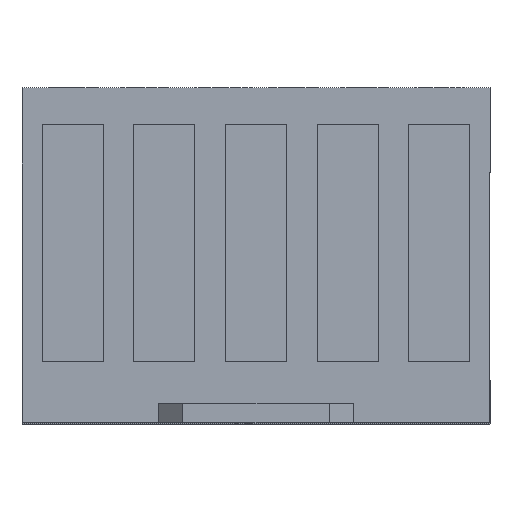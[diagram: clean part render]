
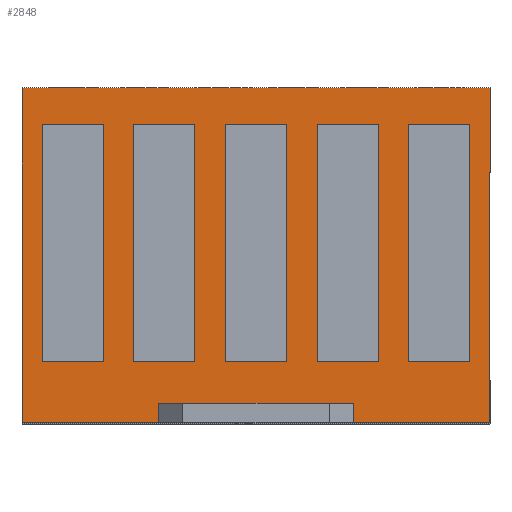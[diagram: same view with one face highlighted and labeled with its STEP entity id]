
A CAD part, top view. The second image highlights one B-rep face of the part: STEP entity #2848.
In plain terms, the highlighted planar face has unit normal (0, 0, 1).
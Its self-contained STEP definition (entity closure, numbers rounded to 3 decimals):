
#515=CARTESIAN_POINT('',(-9.5,-26.835,54.0));
#516=VERTEX_POINT('',#515);
#523=CARTESIAN_POINT('',(-25.5,-26.835,54.0));
#524=VERTEX_POINT('',#523);
#525=CARTESIAN_POINT('',(-25.5,-26.835,54.0));
#526=DIRECTION('',(1.0,0.0,0.0));
#527=VECTOR('',#526,16.);
#528=LINE('',#525,#527);
#529=EDGE_CURVE('',#524,#516,#528,.T.);
#581=CARTESIAN_POINT('',(-25.5,-28.4,54.0));
#582=VERTEX_POINT('',#581);
#589=CARTESIAN_POINT('',(-36.65,-28.4,54.0));
#590=VERTEX_POINT('',#589);
#591=CARTESIAN_POINT('',(-25.5,-28.4,54.0));
#592=DIRECTION('',(-1.0,0.0,0.0));
#593=VECTOR('',#592,11.15);
#594=LINE('',#591,#593);
#595=EDGE_CURVE('',#582,#590,#594,.T.);
#613=CARTESIAN_POINT('',(1.65,-28.4,54.0));
#614=VERTEX_POINT('',#613);
#621=CARTESIAN_POINT('',(-9.5,-28.4,54.0));
#622=VERTEX_POINT('',#621);
#623=CARTESIAN_POINT('',(1.65,-28.4,54.0));
#624=DIRECTION('',(-1.0,0.0,0.0));
#625=VECTOR('',#624,11.15);
#626=LINE('',#623,#625);
#627=EDGE_CURVE('',#614,#622,#626,.T.);
#645=CARTESIAN_POINT('',(-25.5,-28.4,54.0));
#646=DIRECTION('',(0.0,1.0,0.0));
#647=VECTOR('',#646,1.565);
#648=LINE('',#645,#647);
#649=EDGE_CURVE('',#582,#524,#648,.T.);
#870=CARTESIAN_POINT('',(-36.65,-1.0,54.0));
#871=VERTEX_POINT('',#870);
#872=CARTESIAN_POINT('',(-36.65,-1.0,54.0));
#873=DIRECTION('',(0.0,-1.0,0.0));
#874=VECTOR('',#873,27.4);
#875=LINE('',#872,#874);
#876=EDGE_CURVE('',#871,#590,#875,.T.);
#981=CARTESIAN_POINT('',(1.65,-1.0,54.0));
#982=VERTEX_POINT('',#981);
#989=CARTESIAN_POINT('',(1.65,-1.0,54.0));
#990=DIRECTION('',(0.0,-1.0,0.0));
#991=VECTOR('',#990,27.4);
#992=LINE('',#989,#991);
#993=EDGE_CURVE('',#982,#614,#992,.T.);
#1052=CARTESIAN_POINT('',(-9.5,-26.835,54.0));
#1053=DIRECTION('',(0.0,-1.0,0.0));
#1054=VECTOR('',#1053,1.565);
#1055=LINE('',#1052,#1054);
#1056=EDGE_CURVE('',#516,#622,#1055,.T.);
#1611=CARTESIAN_POINT('',(-12.5,-23.4,54.0));
#1612=VERTEX_POINT('',#1611);
#1613=CARTESIAN_POINT('',(-12.5,-4.0,54.0));
#1614=VERTEX_POINT('',#1613);
#1615=CARTESIAN_POINT('',(-12.5,-23.4,54.0));
#1616=DIRECTION('',(0.0,1.0,0.0));
#1617=VECTOR('',#1616,19.4);
#1618=LINE('',#1615,#1617);
#1619=EDGE_CURVE('',#1612,#1614,#1618,.T.);
#1651=CARTESIAN_POINT('',(-7.5,-23.4,54.0));
#1652=VERTEX_POINT('',#1651);
#1653=CARTESIAN_POINT('',(-7.5,-23.4,54.0));
#1654=DIRECTION('',(-1.0,0.0,0.0));
#1655=VECTOR('',#1654,5.0);
#1656=LINE('',#1653,#1655);
#1657=EDGE_CURVE('',#1652,#1612,#1656,.T.);
#1682=CARTESIAN_POINT('',(-7.5,-4.0,54.0));
#1683=VERTEX_POINT('',#1682);
#1684=CARTESIAN_POINT('',(-7.5,-4.0,54.0));
#1685=DIRECTION('',(0.0,-1.0,0.0));
#1686=VECTOR('',#1685,19.4);
#1687=LINE('',#1684,#1686);
#1688=EDGE_CURVE('',#1683,#1652,#1687,.T.);
#1713=CARTESIAN_POINT('',(-12.5,-4.0,54.0));
#1714=DIRECTION('',(1.0,0.0,0.0));
#1715=VECTOR('',#1714,5.0);
#1716=LINE('',#1713,#1715);
#1717=EDGE_CURVE('',#1614,#1683,#1716,.T.);
#1747=CARTESIAN_POINT('',(-27.5,-23.4,54.0));
#1748=VERTEX_POINT('',#1747);
#1749=CARTESIAN_POINT('',(-27.5,-4.0,54.0));
#1750=VERTEX_POINT('',#1749);
#1751=CARTESIAN_POINT('',(-27.5,-23.4,54.0));
#1752=DIRECTION('',(0.0,1.0,0.0));
#1753=VECTOR('',#1752,19.4);
#1754=LINE('',#1751,#1753);
#1755=EDGE_CURVE('',#1748,#1750,#1754,.T.);
#1787=CARTESIAN_POINT('',(-22.5,-23.4,54.0));
#1788=VERTEX_POINT('',#1787);
#1789=CARTESIAN_POINT('',(-22.5,-23.4,54.0));
#1790=DIRECTION('',(-1.0,0.0,0.0));
#1791=VECTOR('',#1790,5.0);
#1792=LINE('',#1789,#1791);
#1793=EDGE_CURVE('',#1788,#1748,#1792,.T.);
#1818=CARTESIAN_POINT('',(-22.5,-4.0,54.0));
#1819=VERTEX_POINT('',#1818);
#1820=CARTESIAN_POINT('',(-22.5,-4.0,54.0));
#1821=DIRECTION('',(0.0,-1.0,0.0));
#1822=VECTOR('',#1821,19.4);
#1823=LINE('',#1820,#1822);
#1824=EDGE_CURVE('',#1819,#1788,#1823,.T.);
#1849=CARTESIAN_POINT('',(-27.5,-4.0,54.0));
#1850=DIRECTION('',(1.0,0.0,0.0));
#1851=VECTOR('',#1850,5.0);
#1852=LINE('',#1849,#1851);
#1853=EDGE_CURVE('',#1750,#1819,#1852,.T.);
#1883=CARTESIAN_POINT('',(-35.0,-23.4,54.0));
#1884=VERTEX_POINT('',#1883);
#1885=CARTESIAN_POINT('',(-35.0,-4.0,54.0));
#1886=VERTEX_POINT('',#1885);
#1887=CARTESIAN_POINT('',(-35.0,-23.4,54.0));
#1888=DIRECTION('',(0.0,1.0,0.0));
#1889=VECTOR('',#1888,19.4);
#1890=LINE('',#1887,#1889);
#1891=EDGE_CURVE('',#1884,#1886,#1890,.T.);
#1923=CARTESIAN_POINT('',(-30.0,-23.4,54.0));
#1924=VERTEX_POINT('',#1923);
#1925=CARTESIAN_POINT('',(-30.0,-23.4,54.0));
#1926=DIRECTION('',(-1.0,0.0,0.0));
#1927=VECTOR('',#1926,5.0);
#1928=LINE('',#1925,#1927);
#1929=EDGE_CURVE('',#1924,#1884,#1928,.T.);
#1954=CARTESIAN_POINT('',(-30.0,-4.0,54.0));
#1955=VERTEX_POINT('',#1954);
#1956=CARTESIAN_POINT('',(-30.0,-4.0,54.0));
#1957=DIRECTION('',(0.0,-1.0,0.0));
#1958=VECTOR('',#1957,19.4);
#1959=LINE('',#1956,#1958);
#1960=EDGE_CURVE('',#1955,#1924,#1959,.T.);
#1985=CARTESIAN_POINT('',(-35.0,-4.0,54.0));
#1986=DIRECTION('',(1.0,0.0,0.0));
#1987=VECTOR('',#1986,5.0);
#1988=LINE('',#1985,#1987);
#1989=EDGE_CURVE('',#1886,#1955,#1988,.T.);
#2019=CARTESIAN_POINT('',(-20.0,-23.4,54.0));
#2020=VERTEX_POINT('',#2019);
#2021=CARTESIAN_POINT('',(-20.0,-4.0,54.0));
#2022=VERTEX_POINT('',#2021);
#2023=CARTESIAN_POINT('',(-20.0,-23.4,54.0));
#2024=DIRECTION('',(0.0,1.0,0.0));
#2025=VECTOR('',#2024,19.4);
#2026=LINE('',#2023,#2025);
#2027=EDGE_CURVE('',#2020,#2022,#2026,.T.);
#2059=CARTESIAN_POINT('',(-15.0,-23.4,54.0));
#2060=VERTEX_POINT('',#2059);
#2061=CARTESIAN_POINT('',(-15.0,-23.4,54.0));
#2062=DIRECTION('',(-1.0,0.0,0.0));
#2063=VECTOR('',#2062,5.0);
#2064=LINE('',#2061,#2063);
#2065=EDGE_CURVE('',#2060,#2020,#2064,.T.);
#2090=CARTESIAN_POINT('',(-15.0,-4.0,54.0));
#2091=VERTEX_POINT('',#2090);
#2092=CARTESIAN_POINT('',(-15.0,-4.0,54.0));
#2093=DIRECTION('',(0.0,-1.0,0.0));
#2094=VECTOR('',#2093,19.4);
#2095=LINE('',#2092,#2094);
#2096=EDGE_CURVE('',#2091,#2060,#2095,.T.);
#2121=CARTESIAN_POINT('',(-20.0,-4.0,54.0));
#2122=DIRECTION('',(1.0,0.0,0.0));
#2123=VECTOR('',#2122,5.0);
#2124=LINE('',#2121,#2123);
#2125=EDGE_CURVE('',#2022,#2091,#2124,.T.);
#2155=CARTESIAN_POINT('',(-5.0,-23.4,54.0));
#2156=VERTEX_POINT('',#2155);
#2157=CARTESIAN_POINT('',(-5.0,-4.0,54.0));
#2158=VERTEX_POINT('',#2157);
#2159=CARTESIAN_POINT('',(-5.0,-23.4,54.0));
#2160=DIRECTION('',(0.0,1.0,0.0));
#2161=VECTOR('',#2160,19.4);
#2162=LINE('',#2159,#2161);
#2163=EDGE_CURVE('',#2156,#2158,#2162,.T.);
#2195=CARTESIAN_POINT('',(0.0,-23.4,54.0));
#2196=VERTEX_POINT('',#2195);
#2197=CARTESIAN_POINT('',(0.0,-23.4,54.0));
#2198=DIRECTION('',(-1.0,0.0,0.0));
#2199=VECTOR('',#2198,5.0);
#2200=LINE('',#2197,#2199);
#2201=EDGE_CURVE('',#2196,#2156,#2200,.T.);
#2226=CARTESIAN_POINT('',(0.0,-4.0,54.0));
#2227=VERTEX_POINT('',#2226);
#2228=CARTESIAN_POINT('',(0.0,-4.0,54.0));
#2229=DIRECTION('',(0.0,-1.0,0.0));
#2230=VECTOR('',#2229,19.4);
#2231=LINE('',#2228,#2230);
#2232=EDGE_CURVE('',#2227,#2196,#2231,.T.);
#2257=CARTESIAN_POINT('',(-5.0,-4.0,54.0));
#2258=DIRECTION('',(1.0,0.0,0.0));
#2259=VECTOR('',#2258,5.0);
#2260=LINE('',#2257,#2259);
#2261=EDGE_CURVE('',#2158,#2227,#2260,.T.);
#2798=CARTESIAN_POINT('',(1.65,-1.0,54.0));
#2799=DIRECTION('',(0.0,0.0,1.0));
#2800=DIRECTION('',(1.0,0.0,0.0));
#2801=AXIS2_PLACEMENT_3D('',#2798,#2799,#2800);
#2802=PLANE('',#2801);
#2803=ORIENTED_EDGE('',*,*,#1056,.T.);
#2804=ORIENTED_EDGE('',*,*,#627,.F.);
#2805=ORIENTED_EDGE('',*,*,#993,.F.);
#2806=CARTESIAN_POINT('',(1.65,-1.0,54.0));
#2807=DIRECTION('',(-1.0,0.0,0.0));
#2808=VECTOR('',#2807,38.3);
#2809=LINE('',#2806,#2808);
#2810=EDGE_CURVE('',#982,#871,#2809,.T.);
#2811=ORIENTED_EDGE('',*,*,#2810,.T.);
#2812=ORIENTED_EDGE('',*,*,#876,.T.);
#2813=ORIENTED_EDGE('',*,*,#595,.F.);
#2814=ORIENTED_EDGE('',*,*,#649,.T.);
#2815=ORIENTED_EDGE('',*,*,#529,.T.);
#2816=EDGE_LOOP('',(#2803,#2804,#2805,#2811,#2812,#2813,#2814,#2815));
#2817=FACE_OUTER_BOUND('',#2816,.T.);
#2818=ORIENTED_EDGE('',*,*,#1619,.T.);
#2819=ORIENTED_EDGE('',*,*,#1717,.T.);
#2820=ORIENTED_EDGE('',*,*,#1688,.T.);
#2821=ORIENTED_EDGE('',*,*,#1657,.T.);
#2822=EDGE_LOOP('',(#2818,#2819,#2820,#2821));
#2823=FACE_BOUND('',#2822,.T.);
#2824=ORIENTED_EDGE('',*,*,#1755,.T.);
#2825=ORIENTED_EDGE('',*,*,#1853,.T.);
#2826=ORIENTED_EDGE('',*,*,#1824,.T.);
#2827=ORIENTED_EDGE('',*,*,#1793,.T.);
#2828=EDGE_LOOP('',(#2824,#2825,#2826,#2827));
#2829=FACE_BOUND('',#2828,.T.);
#2830=ORIENTED_EDGE('',*,*,#1891,.T.);
#2831=ORIENTED_EDGE('',*,*,#1989,.T.);
#2832=ORIENTED_EDGE('',*,*,#1960,.T.);
#2833=ORIENTED_EDGE('',*,*,#1929,.T.);
#2834=EDGE_LOOP('',(#2830,#2831,#2832,#2833));
#2835=FACE_BOUND('',#2834,.T.);
#2836=ORIENTED_EDGE('',*,*,#2027,.T.);
#2837=ORIENTED_EDGE('',*,*,#2125,.T.);
#2838=ORIENTED_EDGE('',*,*,#2096,.T.);
#2839=ORIENTED_EDGE('',*,*,#2065,.T.);
#2840=EDGE_LOOP('',(#2836,#2837,#2838,#2839));
#2841=FACE_BOUND('',#2840,.T.);
#2842=ORIENTED_EDGE('',*,*,#2163,.T.);
#2843=ORIENTED_EDGE('',*,*,#2261,.T.);
#2844=ORIENTED_EDGE('',*,*,#2232,.T.);
#2845=ORIENTED_EDGE('',*,*,#2201,.T.);
#2846=EDGE_LOOP('',(#2842,#2843,#2844,#2845));
#2847=FACE_BOUND('',#2846,.T.);
#2848=ADVANCED_FACE('',(#2817,#2823,#2829,#2835,#2841,#2847),#2802,.T.);
